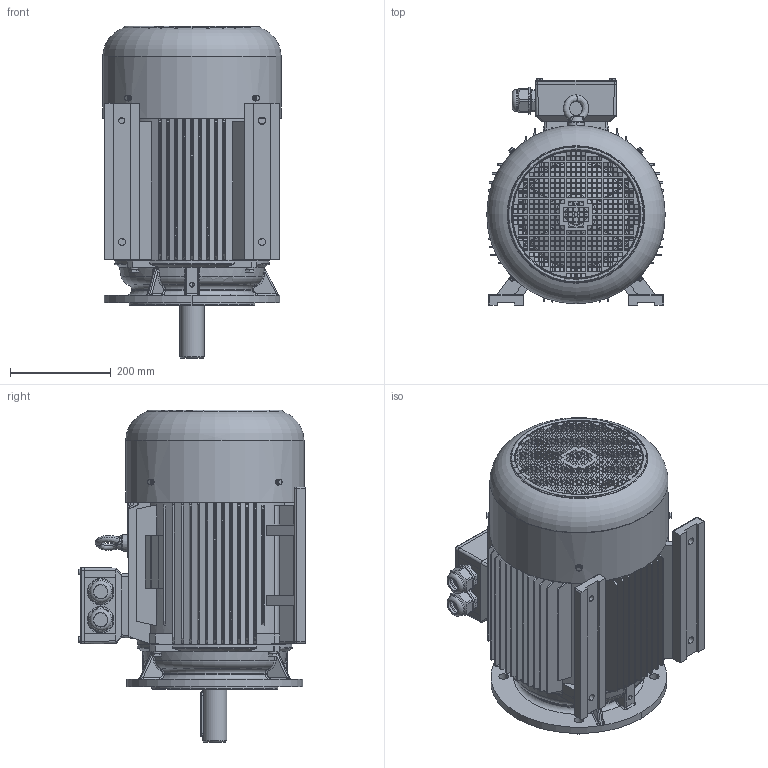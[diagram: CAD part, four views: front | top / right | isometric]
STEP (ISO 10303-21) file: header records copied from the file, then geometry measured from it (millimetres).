
FILE_DESCRIPTION(/* description */ (''),/* implementation_level */ '2;1');
FILE_NAME(/* name */ 'JM3-180M-B35.stp',/* time_stamp */ '2016-06-24T13:46:03+08:00',/* author */ (''),/* organization */ (''),/* preprocessor_version */ 'ST-DEVELOPER v15',/* originating_system */ 'SIEMENS PLM Software NX 8.5',/* authorisation */ '');
FILE_SCHEMA (('AUTOMOTIVE_DESIGN { 1 0 10303 214 3 1 1 1 }'));
Length unit declared in the file: millimetre
Products named in the file (1): pc119446389aaf
Bounding box: 355 x 450.6 x 660.23 mm (x, y, z)
Volume: 12719196.6 mm3; surface area: 3333074 mm2
Topology: 60 solids, 60 shells, 4903 faces, 13074 edges, 8418 vertices
Faces by surface type: plane 2791, cylinder 1005, bspline 396, torus 384, cone 319, sphere 8
Full cylindrical faces by diameter (mm): 5.35 x4, 6 x8, 6.4 x4, 7.188 x10, 8 x11, 9.026 x8, 9.1 x10, 10 x8, 11.2 x8, 12 x4, 16 x1, 27.5 x2, 32.5 x4, 38.75 x12, 40 x5, 41.25 x12, 42 x1, 43 x3, 43.125 x2, 48 x1, 53 x2, 53.125 x2, 209 x1, 254 x1, 352 x1, 355 x1
Entity records: 198161 total; most frequent: CARTESIAN_POINT 57722, ORIENTED_EDGE 25352, DIRECTION 22634, EDGE_CURVE 12676, VERTEX_POINT 8305, LINE 7778, VECTOR 7778, AXIS2_PLACEMENT_3D 7428
